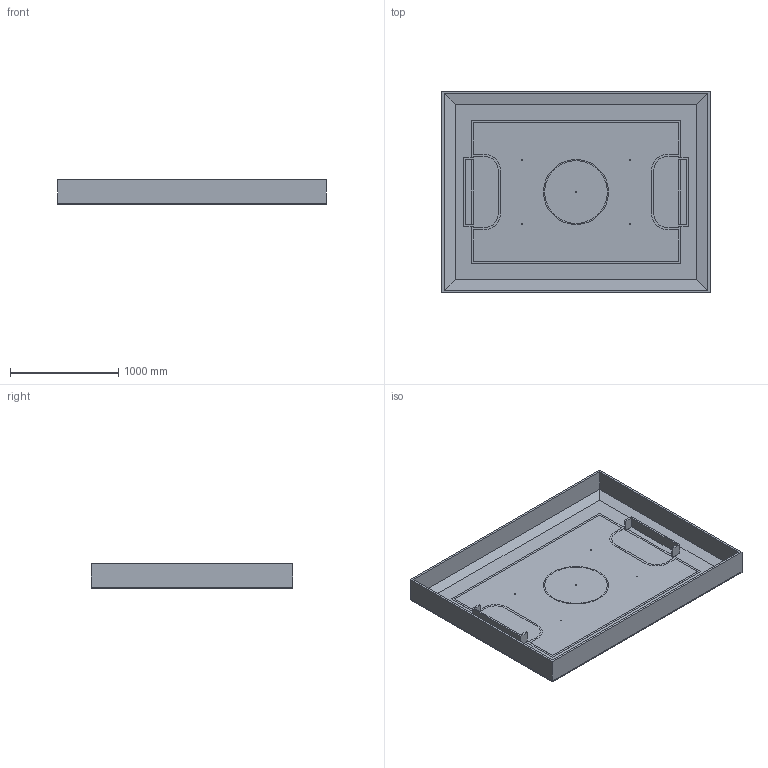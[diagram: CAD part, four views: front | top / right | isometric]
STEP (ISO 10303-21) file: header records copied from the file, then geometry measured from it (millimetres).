
FILE_DESCRIPTION(/* description */ (''),/* implementation_level */ '2;1');
FILE_NAME(/* name */ 'Soccer Field 2021 draft v2.step',/* time_stamp */ '2020-09-15T17:08:35+09:00',/* author */ (''),/* organization */ (''),/* preprocessor_version */ 'ST-DEVELOPER v18.1',/* originating_system */ 'Autodesk Translation Framework v9.3.0.1241',/* authorisation */ '');
FILE_SCHEMA (('AUTOMOTIVE_DESIGN { 1 0 10303 214 3 1 1 }'));
Length unit declared in the file: millimetre
Products named in the file (1): Soccer Field 2021 draft
Bounding box: 2480 x 1860 x 230 mm (x, y, z)
Volume: 94902065.6 mm3; surface area: 16027534.8 mm2
Topology: 14 solids, 14 shells, 120 faces, 279 edges, 186 vertices
Faces by surface type: plane 105, cylinder 15
Full cylindrical faces by diameter (mm): 10 x5, 580 x1, 600 x1
Entity records: 3450 total; most frequent: CARTESIAN_POINT 586, ORIENTED_EDGE 558, DIRECTION 551, EDGE_CURVE 279, LINE 249, VECTOR 249, VERTEX_POINT 186, AXIS2_PLACEMENT_3D 151
